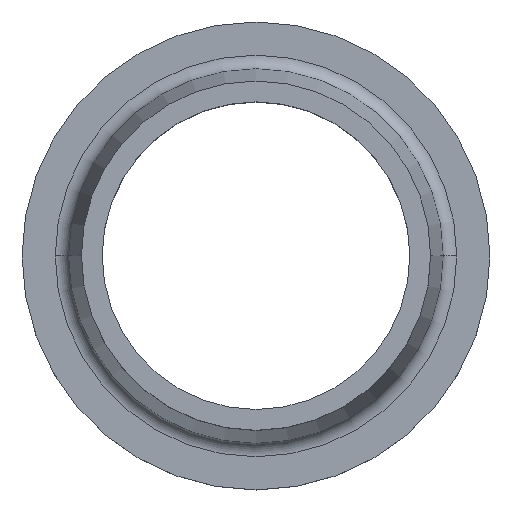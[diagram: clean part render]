
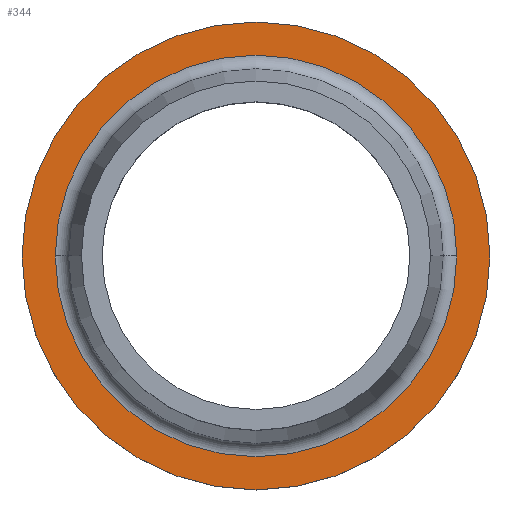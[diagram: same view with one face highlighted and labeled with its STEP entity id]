
A CAD part, top view. The second image highlights one B-rep face of the part: STEP entity #344.
In plain terms, the highlighted planar face has unit normal (0, 0, 1).
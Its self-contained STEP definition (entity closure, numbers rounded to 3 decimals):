
#1 = EDGE_LOOP ( 'NONE', ( #163, #441 ) ) ;
#16 = CIRCLE ( 'NONE', #410, 134. ) ;
#36 = CARTESIAN_POINT ( 'NONE',  ( 0., 0., 24. ) ) ;
#44 = CARTESIAN_POINT ( 'NONE',  ( 134., 0., 24. ) ) ;
#63 = CARTESIAN_POINT ( 'NONE',  ( -115., 0., 24. ) ) ;
#72 = EDGE_CURVE ( 'NONE', #301, #118, #437, .T. ) ;
#76 = VERTEX_POINT ( 'NONE', #44 ) ;
#79 = ORIENTED_EDGE ( 'NONE', *, *, #371, .F. ) ;
#80 = CIRCLE ( 'NONE', #166, 134. ) ;
#100 = DIRECTION ( 'NONE',  ( 0., 0., -1. ) ) ;
#118 = VERTEX_POINT ( 'NONE', #63 ) ;
#135 = DIRECTION ( 'NONE',  ( 0., 0., -1. ) ) ;
#145 = AXIS2_PLACEMENT_3D ( 'NONE', #390, #286, #467 ) ;
#161 = CARTESIAN_POINT ( 'NONE',  ( 0., 0., 24. ) ) ;
#163 = ORIENTED_EDGE ( 'NONE', *, *, #256, .T. ) ;
#166 = AXIS2_PLACEMENT_3D ( 'NONE', #465, #135, #284 ) ;
#187 = VERTEX_POINT ( 'NONE', #214 ) ;
#190 = ORIENTED_EDGE ( 'NONE', *, *, #213, .F. ) ;
#191 = CARTESIAN_POINT ( 'NONE',  ( 0., 0., 24. ) ) ;
#209 = DIRECTION ( 'NONE',  ( -1., 0., 0. ) ) ;
#213 = EDGE_CURVE ( 'NONE', #187, #76, #80, .T. ) ;
#214 = CARTESIAN_POINT ( 'NONE',  ( -134., 0., 24. ) ) ;
#218 = AXIS2_PLACEMENT_3D ( 'NONE', #161, #375, #407 ) ;
#233 = AXIS2_PLACEMENT_3D ( 'NONE', #36, #263, #463 ) ;
#256 = EDGE_CURVE ( 'NONE', #118, #301, #408, .T. ) ;
#263 = DIRECTION ( 'NONE',  ( 0., 0., -1. ) ) ;
#265 = EDGE_LOOP ( 'NONE', ( #190, #79 ) ) ;
#284 = DIRECTION ( 'NONE',  ( -1., 0., 0. ) ) ;
#286 = DIRECTION ( 'NONE',  ( 0., 0., 1. ) ) ;
#300 = PLANE ( 'NONE',  #145 ) ;
#301 = VERTEX_POINT ( 'NONE', #432 ) ;
#320 = FACE_OUTER_BOUND ( 'NONE', #265, .T. ) ;
#344 = ADVANCED_FACE ( 'NONE', ( #370, #320 ), #300, .T. ) ;
#370 = FACE_BOUND ( 'NONE', #1, .T. ) ;
#371 = EDGE_CURVE ( 'NONE', #76, #187, #16, .T. ) ;
#375 = DIRECTION ( 'NONE',  ( 0., 0., -1. ) ) ;
#390 = CARTESIAN_POINT ( 'NONE',  ( 0., 134., 24. ) ) ;
#407 = DIRECTION ( 'NONE',  ( -1., 0., 0. ) ) ;
#408 = CIRCLE ( 'NONE', #233, 115. ) ;
#410 = AXIS2_PLACEMENT_3D ( 'NONE', #191, #100, #209 ) ;
#432 = CARTESIAN_POINT ( 'NONE',  ( 115., 0., 24. ) ) ;
#437 = CIRCLE ( 'NONE', #218, 115. ) ;
#441 = ORIENTED_EDGE ( 'NONE', *, *, #72, .T. ) ;
#463 = DIRECTION ( 'NONE',  ( -1., 0., 0. ) ) ;
#465 = CARTESIAN_POINT ( 'NONE',  ( 0., 0., 24. ) ) ;
#467 = DIRECTION ( 'NONE',  ( 1., 0., 0. ) ) ;
